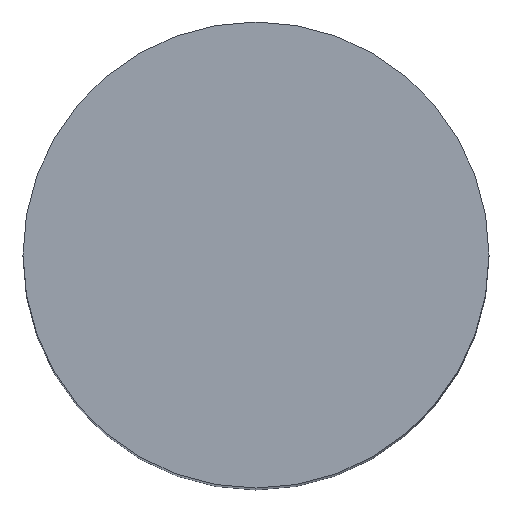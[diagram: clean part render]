
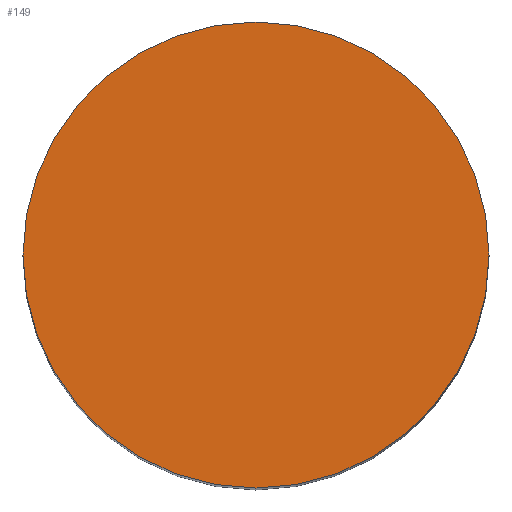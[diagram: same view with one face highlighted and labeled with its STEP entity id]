
A CAD part, top view. The second image highlights one B-rep face of the part: STEP entity #149.
In plain terms, the highlighted planar face has unit normal (0, 0, 1).
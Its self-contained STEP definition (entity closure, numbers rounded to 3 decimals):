
#16 = DIRECTION ( 'NONE',  ( 0., 0., 1. ) ) ;
#30 = CARTESIAN_POINT ( 'NONE',  ( 0., 0., 120. ) ) ;
#41 = ORIENTED_EDGE ( 'NONE', *, *, #120, .T. ) ;
#71 = DIRECTION ( 'NONE',  ( 0., 0., 1. ) ) ;
#79 = CARTESIAN_POINT ( 'NONE',  ( 0., 0., 120. ) ) ;
#86 = CARTESIAN_POINT ( 'NONE',  ( 0., 0., 120. ) ) ;
#98 = DIRECTION ( 'NONE',  ( 1., 0., 0. ) ) ;
#103 = VERTEX_POINT ( 'NONE', #108 ) ;
#108 = CARTESIAN_POINT ( 'NONE',  ( -25., 0., 120. ) ) ;
#120 = EDGE_CURVE ( 'NONE', #154, #103, #225, .T. ) ;
#126 = DIRECTION ( 'NONE',  ( 1., 0., 0. ) ) ;
#137 = EDGE_CURVE ( 'NONE', #103, #154, #148, .T. ) ;
#138 = ORIENTED_EDGE ( 'NONE', *, *, #137, .T. ) ;
#140 = FACE_OUTER_BOUND ( 'NONE', #177, .T. ) ;
#148 = CIRCLE ( 'NONE', #160, 25. ) ;
#149 = ADVANCED_FACE ( 'NONE', ( #140 ), #223, .T. ) ;
#150 = AXIS2_PLACEMENT_3D ( 'NONE', #30, #71, #215 ) ;
#154 = VERTEX_POINT ( 'NONE', #192 ) ;
#157 = AXIS2_PLACEMENT_3D ( 'NONE', #86, #16, #126 ) ;
#160 = AXIS2_PLACEMENT_3D ( 'NONE', #79, #204, #98 ) ;
#177 = EDGE_LOOP ( 'NONE', ( #138, #41 ) ) ;
#192 = CARTESIAN_POINT ( 'NONE',  ( 25., 0., 120. ) ) ;
#204 = DIRECTION ( 'NONE',  ( 0., 0., 1. ) ) ;
#215 = DIRECTION ( 'NONE',  ( 1., 0., 0. ) ) ;
#223 = PLANE ( 'NONE',  #157 ) ;
#225 = CIRCLE ( 'NONE', #150, 25. ) ;
